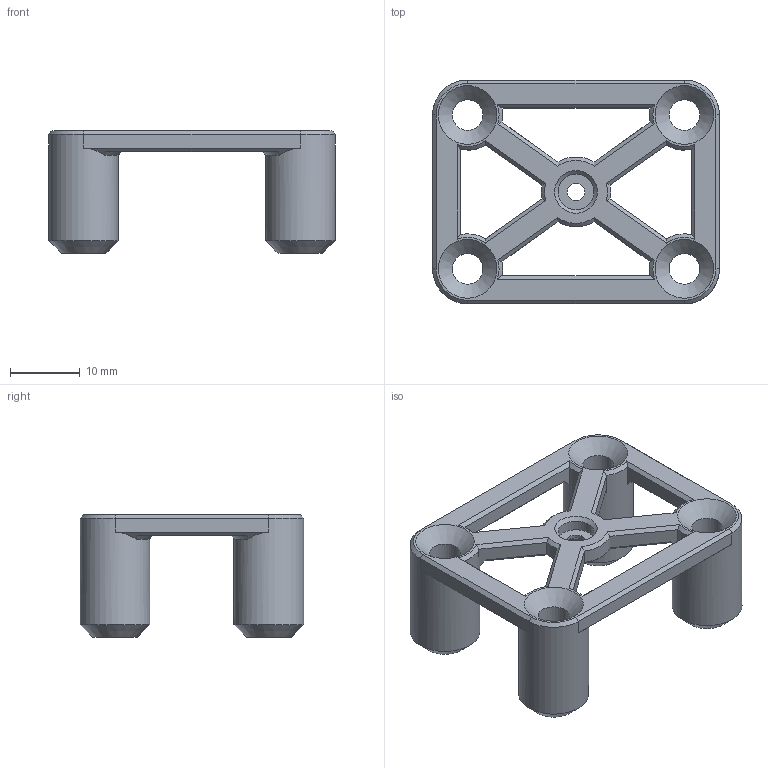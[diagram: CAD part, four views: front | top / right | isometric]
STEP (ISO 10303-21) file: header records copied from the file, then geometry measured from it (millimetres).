
FILE_DESCRIPTION(/* description */ (''),/* implementation_level */ '2;1');
FILE_NAME(/* name */ '1xMagnetHolder v1.step',/* time_stamp */ '2025-04-14T12:55:46-04:00',/* author */ (''),/* organization */ (''),/* preprocessor_version */ 'ST-DEVELOPER v20.1',/* originating_system */ 'Autodesk Translation Framework v14.4.0.0',/* authorisation */ '');
FILE_SCHEMA (('AUTOMOTIVE_DESIGN { 1 0 10303 214 3 1 1 }'));
Length unit declared in the file: millimetre
Products named in the file (1): Frame
Bounding box: 41 x 32 x 17.5 mm (x, y, z)
Volume: 5596.7 mm3; surface area: 4983.1 mm2
Topology: 1 solids, 1 shells, 115 faces, 314 edges, 198 vertices
Faces by surface type: plane 59, cone 42, cylinder 14
Full cylindrical faces by diameter (mm): 2.5 x1, 4.4 x4, 5.1 x1, 10 x4
Entity records: 3654 total; most frequent: CARTESIAN_POINT 828, ORIENTED_EDGE 628, DIRECTION 560, EDGE_CURVE 314, AXIS2_PLACEMENT_3D 218, VERTEX_POINT 198, EDGE_LOOP 130, LINE 124
